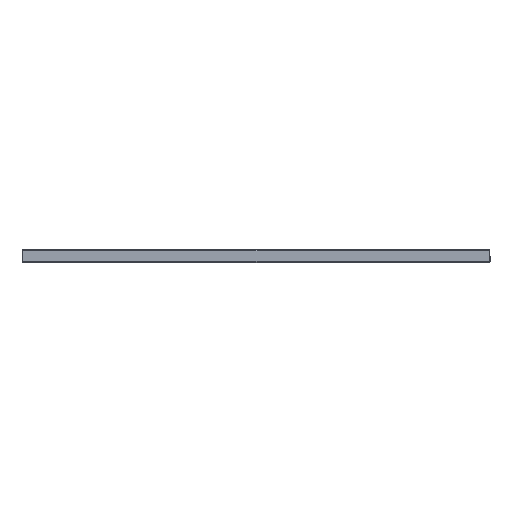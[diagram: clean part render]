
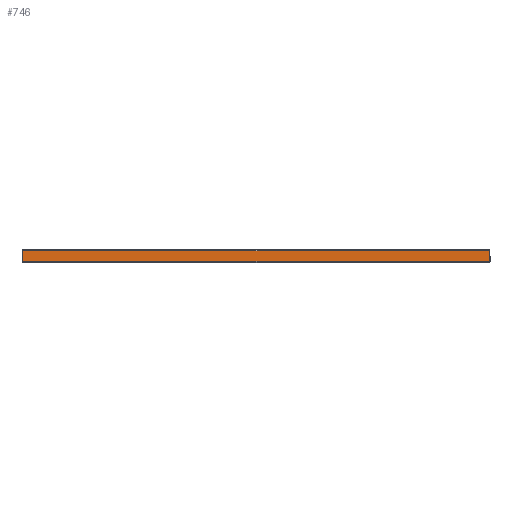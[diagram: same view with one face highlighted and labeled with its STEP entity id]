
A CAD part, left-side view. The second image highlights one B-rep face of the part: STEP entity #746.
In plain terms, the highlighted planar face has unit normal (-1, 0, 0).
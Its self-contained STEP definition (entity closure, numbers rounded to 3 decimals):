
#41 = CARTESIAN_POINT ( 'NONE',  ( 0., 599., 1. ) ) ;
#153 = DIRECTION ( 'NONE',  ( 1., 0., 0. ) ) ;
#524 = FACE_OUTER_BOUND ( 'NONE', #3993, .T. ) ;
#550 = CARTESIAN_POINT ( 'NONE',  ( 0., 1.707, 14.5 ) ) ;
#653 = DIRECTION ( 'NONE',  ( 0., 0., 1. ) ) ;
#746 = ADVANCED_FACE ( 'NONE', ( #524 ), #3981, .F. ) ;
#818 = DIRECTION ( 'NONE',  ( 0., 0., -1. ) ) ;
#886 = CARTESIAN_POINT ( 'NONE',  ( 0., 1.141, 1. ) ) ;
#925 = VECTOR ( 'NONE', #653, 1000. ) ;
#932 = LINE ( 'NONE', #550, #3999 ) ;
#1029 = VERTEX_POINT ( 'NONE', #1689 ) ;
#1210 = ORIENTED_EDGE ( 'NONE', *, *, #3140, .F. ) ;
#1295 = CARTESIAN_POINT ( 'NONE',  ( 0., 597.859, 1. ) ) ;
#1439 = CARTESIAN_POINT ( 'NONE',  ( 0., 0., 0. ) ) ;
#1535 = CARTESIAN_POINT ( 'NONE',  ( 0., 597.859, 1. ) ) ;
#1545 = DIRECTION ( 'NONE',  ( 0., 0., 1. ) ) ;
#1628 = DIRECTION ( 'NONE',  ( 0., 1., 0. ) ) ;
#1689 = CARTESIAN_POINT ( 'NONE',  ( 0., 597.859, 14.5 ) ) ;
#1735 = VERTEX_POINT ( 'NONE', #1772 ) ;
#1772 = CARTESIAN_POINT ( 'NONE',  ( 0., 1.141, 14.5 ) ) ;
#1797 = VERTEX_POINT ( 'NONE', #2773 ) ;
#1927 = VECTOR ( 'NONE', #1545, 1000. ) ;
#2031 = ORIENTED_EDGE ( 'NONE', *, *, #2640, .T. ) ;
#2153 = DIRECTION ( 'NONE',  ( 0., 1., 0. ) ) ;
#2275 = LINE ( 'NONE', #41, #3060 ) ;
#2334 = AXIS2_PLACEMENT_3D ( 'NONE', #1439, #153, #818 ) ;
#2358 = ORIENTED_EDGE ( 'NONE', *, *, #3292, .F. ) ;
#2640 = EDGE_CURVE ( 'NONE', #1735, #1029, #932, .T. ) ;
#2757 = ORIENTED_EDGE ( 'NONE', *, *, #2791, .T. ) ;
#2773 = CARTESIAN_POINT ( 'NONE',  ( 0., 1.141, 1. ) ) ;
#2791 = EDGE_CURVE ( 'NONE', #1797, #1735, #4084, .T. ) ;
#3060 = VECTOR ( 'NONE', #1628, 1000. ) ;
#3140 = EDGE_CURVE ( 'NONE', #1797, #3956, #2275, .T. ) ;
#3292 = EDGE_CURVE ( 'NONE', #3956, #1029, #4100, .T. ) ;
#3956 = VERTEX_POINT ( 'NONE', #1535 ) ;
#3981 = PLANE ( 'NONE',  #2334 ) ;
#3993 = EDGE_LOOP ( 'NONE', ( #2031, #2358, #1210, #2757 ) ) ;
#3999 = VECTOR ( 'NONE', #2153, 1000. ) ;
#4084 = LINE ( 'NONE', #886, #925 ) ;
#4100 = LINE ( 'NONE', #1295, #1927 ) ;
